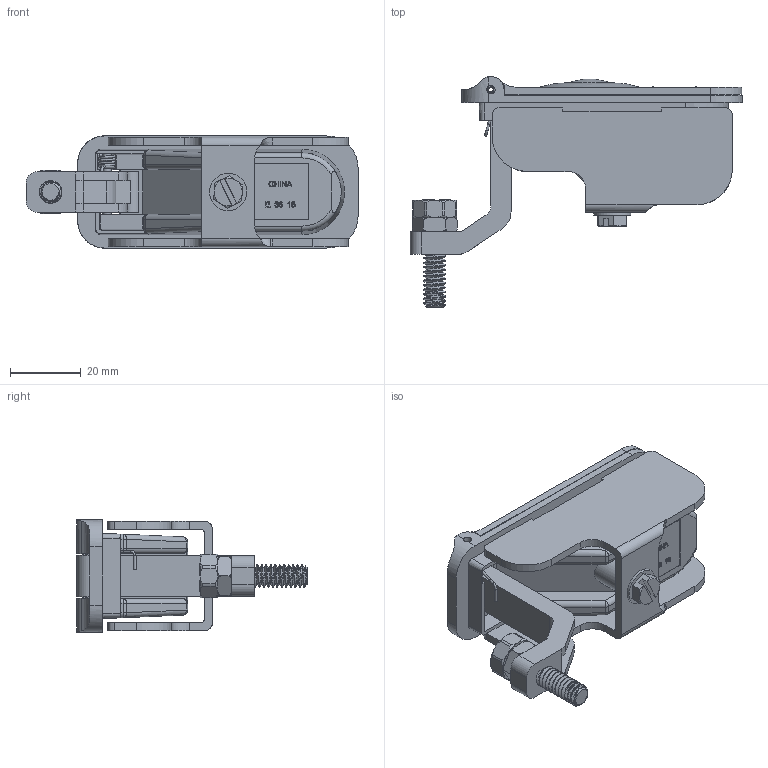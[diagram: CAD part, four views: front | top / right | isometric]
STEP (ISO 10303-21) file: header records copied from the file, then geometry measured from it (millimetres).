
FILE_DESCRIPTION(/* description */ ('SEALED TRIGGER LATCH, NON-LOCKING'),/* implementation_level */ '2;1');
FILE_NAME(/* name */ '17134.stp',/* time_stamp */ '2023-07-31T10:09:37-04:00',/* author */ ('dtinay'),/* organization */ ('Eberhard Manufacturing Company'),/* preprocessor_version */ 'ST-DEVELOPER v18.1',/* originating_system */ 'Autodesk Inventor 2022',/* authorisation */ '');
FILE_SCHEMA (('AUTOMOTIVE_DESIGN { 1 0 10303 214 3 1 1 }'));
Products named in the file (14): 17134; 17134-1; 17134-2; 17134-3; 17134-7; 17134-SS10 Assembled; 28500-28; 5X-284; 17134-SS11 Assembled; 17134-12; 17134-8; 17134-13; VENDOR BATCH CONTROL LABEL 2; 17134-14
Assembly tree (13 placements, depth 2):
  17134
    17134-1
    17134-2
    17134-3
    17134-7
    17134-SS10 Assembled
    28500-28
    5X-284
    17134-SS11 Assembled
    17134-12
    17134-8
    17134-13
    VENDOR BATCH CONTROL LABEL 2
    17134-14
Bounding box: 93.98 x 65.33 x 31.75 mm (x, y, z)
Volume: 36419.9 mm3; surface area: 36330.8 mm2
Topology: 15 solids, 15 shells, 727 faces, 1925 edges, 1254 vertices
Faces by surface type: plane 353, cylinder 190, bspline 86, torus 39, cone 38, sphere 21
Full cylindrical faces by diameter (mm): 0.635 x7, 1.587 x4, 2.362 x3, 2.54 x1, 3.175 x2, 3.683 x1, 4.7 x19, 4.826 x1, 4.978 x1, 6.35 x20, 9.525 x1, 10.516 x1, 12.7 x1, 12.954 x1
Entity records: 30515 total; most frequent: CARTESIAN_POINT 12375, ORIENTED_EDGE 3848, DIRECTION 3338, EDGE_CURVE 1924, VERTEX_POINT 1253, AXIS2_PLACEMENT_3D 1156, LINE 1026, VECTOR 1026
